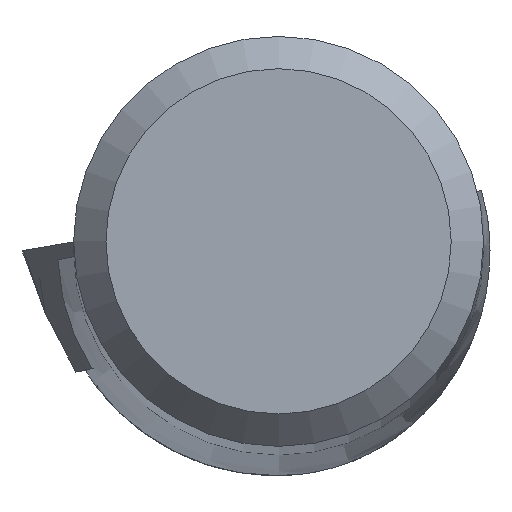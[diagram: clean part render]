
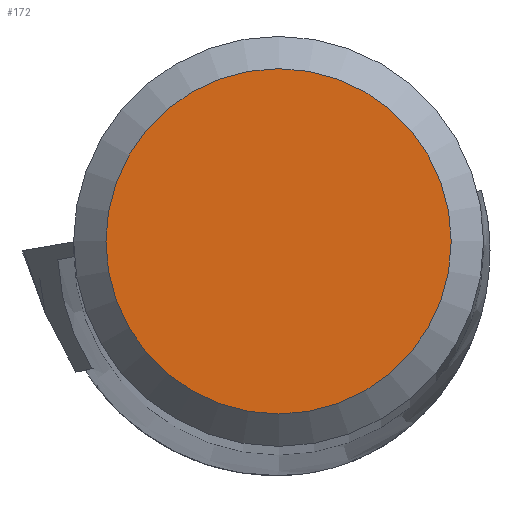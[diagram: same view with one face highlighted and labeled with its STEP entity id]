
A CAD part, top view. The second image highlights one B-rep face of the part: STEP entity #172.
In plain terms, the highlighted planar face has unit normal (0, 0, 1).
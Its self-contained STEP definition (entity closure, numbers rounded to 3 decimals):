
#139=FACE_OUTER_BOUND('',#351,.T.);
#172=ADVANCED_FACE('',(#139),#197,.T.);
#197=PLANE('',#787);
#351=EDGE_LOOP('',(#449));
#449=ORIENTED_EDGE('',*,*,#635,.T.);
#569=VERTEX_POINT('',#1157);
#635=EDGE_CURVE('',#569,#569,#677,.T.);
#677=CIRCLE('',#783,2.669);
#783=AXIS2_PLACEMENT_3D('',#1156,#918,#919);
#787=AXIS2_PLACEMENT_3D('',#1162,#926,#927);
#918=DIRECTION('',(0.,0.,1.));
#919=DIRECTION('',(1.,0.,0.));
#926=DIRECTION('',(0.,0.,1.));
#927=DIRECTION('',(1.,0.,0.));
#1156=CARTESIAN_POINT('',(0.,0.,0.));
#1157=CARTESIAN_POINT('',(2.669,0.,0.));
#1162=CARTESIAN_POINT('',(0.,0.,0.));
